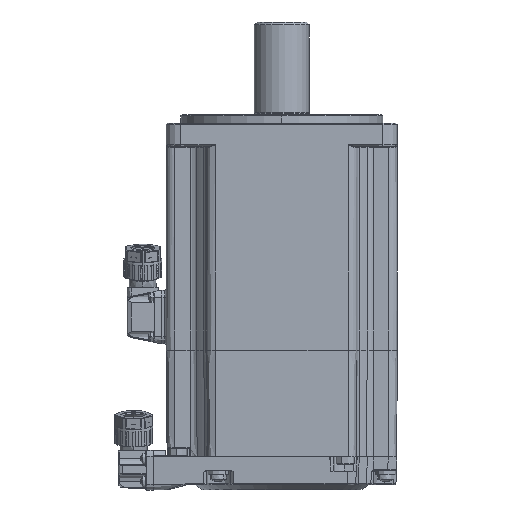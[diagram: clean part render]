
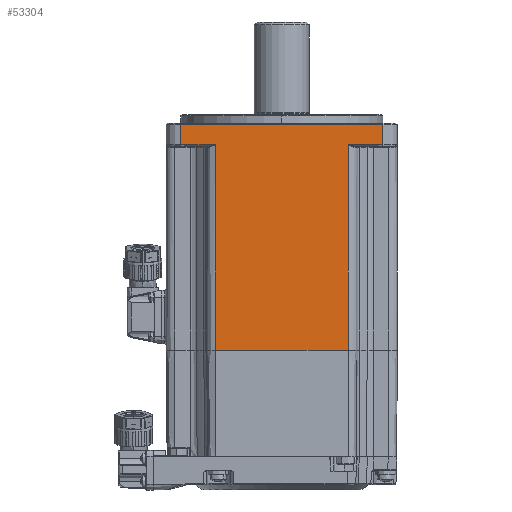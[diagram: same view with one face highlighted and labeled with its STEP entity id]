
A CAD part, left-side view. The second image highlights one B-rep face of the part: STEP entity #53304.
In plain terms, the highlighted planar face has unit normal (-1, 0, 0).
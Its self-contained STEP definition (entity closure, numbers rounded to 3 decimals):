
#464 = LINE ( 'NONE', #34203, #56272 ) ;
#469 = DIRECTION ( 'NONE',  ( 0., -1., 0. ) ) ;
#2312 = LINE ( 'NONE', #61165, #34893 ) ;
#2895 = DIRECTION ( 'NONE',  ( 1., 0., 0. ) ) ;
#3902 = ORIENTED_EDGE ( 'NONE', *, *, #60504, .T. ) ;
#5349 = VERTEX_POINT ( 'NONE', #47349 ) ;
#5468 = AXIS2_PLACEMENT_3D ( 'NONE', #36973, #2895, #25892 ) ;
#6455 = DIRECTION ( 'NONE',  ( 0., 1., 0. ) ) ;
#7089 = DIRECTION ( 'NONE',  ( 0., 0., 1. ) ) ;
#8565 = LINE ( 'NONE', #8877, #28634 ) ;
#8877 = CARTESIAN_POINT ( 'NONE',  ( -40., 40., 0.5 ) ) ;
#9330 = EDGE_CURVE ( 'NONE', #13888, #5349, #464, .T. ) ;
#11006 = VERTEX_POINT ( 'NONE', #49421 ) ;
#12740 = VERTEX_POINT ( 'NONE', #45820 ) ;
#12819 = LINE ( 'NONE', #27184, #16811 ) ;
#12947 = DIRECTION ( 'NONE',  ( 0., 0., -1. ) ) ;
#13888 = VERTEX_POINT ( 'NONE', #17189 ) ;
#14710 = VERTEX_POINT ( 'NONE', #54891 ) ;
#16811 = VECTOR ( 'NONE', #7089, 1000. ) ;
#17189 = CARTESIAN_POINT ( 'NONE',  ( -40., 35., 7.5 ) ) ;
#20782 = VERTEX_POINT ( 'NONE', #30991 ) ;
#22962 = ORIENTED_EDGE ( 'NONE', *, *, #59810, .F. ) ;
#24180 = ORIENTED_EDGE ( 'NONE', *, *, #26642, .T. ) ;
#25204 = LINE ( 'NONE', #45219, #41547 ) ;
#25892 = DIRECTION ( 'NONE',  ( 0., 1., 0. ) ) ;
#26642 = EDGE_CURVE ( 'NONE', #14710, #13888, #25204, .T. ) ;
#27184 = CARTESIAN_POINT ( 'NONE',  ( -40., -35., 8. ) ) ;
#28178 = VECTOR ( 'NONE', #469, 1000. ) ;
#28634 = VECTOR ( 'NONE', #43271, 1000. ) ;
#29700 = ORIENTED_EDGE ( 'NONE', *, *, #42649, .T. ) ;
#30991 = CARTESIAN_POINT ( 'NONE',  ( -40., -23., -70.5 ) ) ;
#34203 = CARTESIAN_POINT ( 'NONE',  ( -40., 35., 0. ) ) ;
#34893 = VECTOR ( 'NONE', #41188, 1000. ) ;
#36516 = LINE ( 'NONE', #46388, #55473 ) ;
#36973 = CARTESIAN_POINT ( 'NONE',  ( -40., 40., 8. ) ) ;
#38043 = ORIENTED_EDGE ( 'NONE', *, *, #44443, .T. ) ;
#40367 = ORIENTED_EDGE ( 'NONE', *, *, #47856, .T. ) ;
#40459 = DIRECTION ( 'NONE',  ( 0., 1., 0. ) ) ;
#40836 = FACE_OUTER_BOUND ( 'NONE', #51476, .T. ) ;
#41188 = DIRECTION ( 'NONE',  ( 0., 0., 1. ) ) ;
#41547 = VECTOR ( 'NONE', #40459, 1000. ) ;
#42649 = EDGE_CURVE ( 'NONE', #20782, #58390, #2312, .T. ) ;
#43271 = DIRECTION ( 'NONE',  ( 0., -1., 0. ) ) ;
#44101 = LINE ( 'NONE', #53307, #28178 ) ;
#44443 = EDGE_CURVE ( 'NONE', #45643, #14710, #12819, .T. ) ;
#45219 = CARTESIAN_POINT ( 'NONE',  ( -40., 35., 7.5 ) ) ;
#45643 = VERTEX_POINT ( 'NONE', #53989 ) ;
#45820 = CARTESIAN_POINT ( 'NONE',  ( -40., 23., -70.5 ) ) ;
#46388 = CARTESIAN_POINT ( 'NONE',  ( -40., 23., 8. ) ) ;
#47126 = ORIENTED_EDGE ( 'NONE', *, *, #58996, .T. ) ;
#47349 = CARTESIAN_POINT ( 'NONE',  ( -40., 35., 0.5 ) ) ;
#47856 = EDGE_CURVE ( 'NONE', #11006, #12740, #36516, .T. ) ;
#48853 = DIRECTION ( 'NONE',  ( 0., 0., -1. ) ) ;
#49421 = CARTESIAN_POINT ( 'NONE',  ( -40., 23., 0.5 ) ) ;
#49549 = ORIENTED_EDGE ( 'NONE', *, *, #9330, .T. ) ;
#50079 = CARTESIAN_POINT ( 'NONE',  ( -40., 26., -70.5 ) ) ;
#51476 = EDGE_LOOP ( 'NONE', ( #38043, #24180, #49549, #3902, #40367, #22962, #29700, #47126 ) ) ;
#53304 = ADVANCED_FACE ( 'NONE', ( #40836 ), #60213, .F. ) ;
#53307 = CARTESIAN_POINT ( 'NONE',  ( -40., 40., 0.5 ) ) ;
#53989 = CARTESIAN_POINT ( 'NONE',  ( -40., -35., 0.5 ) ) ;
#54517 = LINE ( 'NONE', #50079, #57503 ) ;
#54891 = CARTESIAN_POINT ( 'NONE',  ( -40., -35., 7.5 ) ) ;
#55473 = VECTOR ( 'NONE', #12947, 1000. ) ;
#56272 = VECTOR ( 'NONE', #48853, 1000. ) ;
#57503 = VECTOR ( 'NONE', #6455, 1000. ) ;
#58226 = CARTESIAN_POINT ( 'NONE',  ( -40., -23., 0.5 ) ) ;
#58390 = VERTEX_POINT ( 'NONE', #58226 ) ;
#58996 = EDGE_CURVE ( 'NONE', #58390, #45643, #44101, .T. ) ;
#59810 = EDGE_CURVE ( 'NONE', #20782, #12740, #54517, .T. ) ;
#60213 = PLANE ( 'NONE',  #5468 ) ;
#60504 = EDGE_CURVE ( 'NONE', #5349, #11006, #8565, .T. ) ;
#61165 = CARTESIAN_POINT ( 'NONE',  ( -40., -23., 8. ) ) ;
